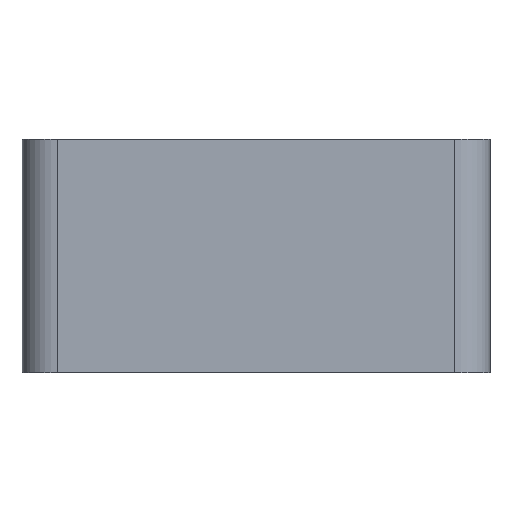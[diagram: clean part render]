
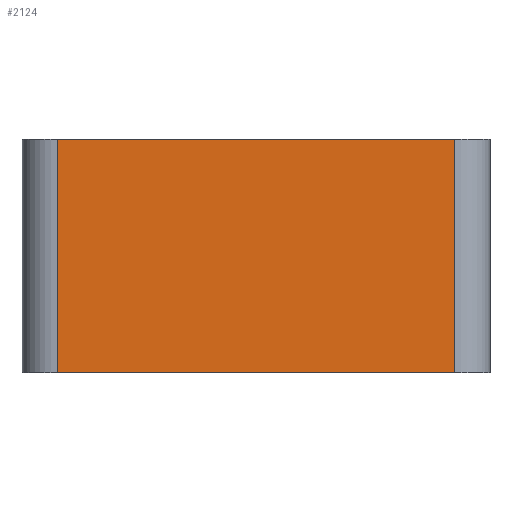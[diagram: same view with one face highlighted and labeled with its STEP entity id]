
A CAD part, front view. The second image highlights one B-rep face of the part: STEP entity #2124.
In plain terms, the highlighted planar face has unit normal (0, -1, 0).
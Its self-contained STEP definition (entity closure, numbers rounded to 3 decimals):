
#2066=CARTESIAN_POINT('',(8.5,-10.,10.0));
#2067=VERTEX_POINT('',#2066);
#2075=CARTESIAN_POINT('',(8.5,-10.,0.0));
#2076=VERTEX_POINT('',#2075);
#2077=CARTESIAN_POINT('',(8.5,-10.,0.0));
#2078=DIRECTION('',(0.0,0.0,1.0));
#2079=VECTOR('',#2078,10.0);
#2080=LINE('',#2077,#2079);
#2081=EDGE_CURVE('',#2076,#2067,#2080,.T.);
#2094=CARTESIAN_POINT('',(8.5,-10.,0.0));
#2095=DIRECTION('',(0.0,-1.0,0.0));
#2096=DIRECTION('',(0.0,0.0,-1.0));
#2097=AXIS2_PLACEMENT_3D('',#2094,#2095,#2096);
#2098=PLANE('',#2097);
#2099=CARTESIAN_POINT('',(-8.5,-10.,10.0));
#2100=VERTEX_POINT('',#2099);
#2101=CARTESIAN_POINT('',(8.5,-10.,10.0));
#2102=DIRECTION('',(-1.0,0.0,0.0));
#2103=VECTOR('',#2102,17.);
#2104=LINE('',#2101,#2103);
#2105=EDGE_CURVE('',#2067,#2100,#2104,.T.);
#2106=ORIENTED_EDGE('',*,*,#2105,.T.);
#2107=CARTESIAN_POINT('',(-8.5,-10.,0.0));
#2108=VERTEX_POINT('',#2107);
#2109=CARTESIAN_POINT('',(-8.5,-10.,0.0));
#2110=DIRECTION('',(0.0,0.0,1.0));
#2111=VECTOR('',#2110,10.0);
#2112=LINE('',#2109,#2111);
#2113=EDGE_CURVE('',#2108,#2100,#2112,.T.);
#2114=ORIENTED_EDGE('',*,*,#2113,.F.);
#2115=CARTESIAN_POINT('',(-8.5,-10.,0.0));
#2116=DIRECTION('',(1.0,0.0,0.0));
#2117=VECTOR('',#2116,17.);
#2118=LINE('',#2115,#2117);
#2119=EDGE_CURVE('',#2108,#2076,#2118,.T.);
#2120=ORIENTED_EDGE('',*,*,#2119,.T.);
#2121=ORIENTED_EDGE('',*,*,#2081,.T.);
#2122=EDGE_LOOP('',(#2106,#2114,#2120,#2121));
#2123=FACE_OUTER_BOUND('',#2122,.T.);
#2124=ADVANCED_FACE('',(#2123),#2098,.T.);
